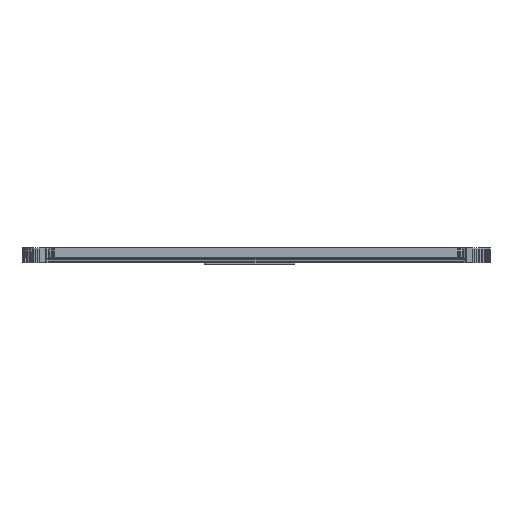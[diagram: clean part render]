
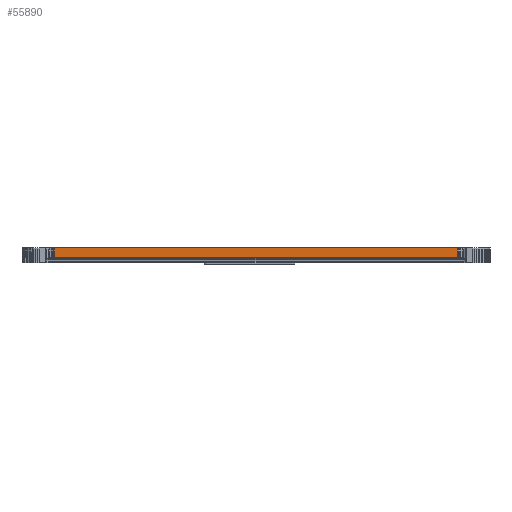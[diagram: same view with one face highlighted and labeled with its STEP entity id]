
A CAD part, front view. The second image highlights one B-rep face of the part: STEP entity #55890.
In plain terms, the highlighted planar face has unit normal (0, -1, 0).
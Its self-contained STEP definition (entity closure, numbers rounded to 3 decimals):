
#36773 = EDGE_CURVE('',#36774,#36776,#36778,.T.);
#36774 = VERTEX_POINT('',#36775);
#36775 = CARTESIAN_POINT('',(23.3,-18.477,
    1.855));
#36776 = VERTEX_POINT('',#36777);
#36777 = CARTESIAN_POINT('',(-23.3,-18.477,
    1.855));
#36778 = LINE('',#36779,#36780);
#36779 = CARTESIAN_POINT('',(23.3,-18.477,
    1.855));
#36780 = VECTOR('',#36781,1.);
#36781 = DIRECTION('',(-1.,0.,0.));
#55831 = VERTEX_POINT('',#55832);
#55832 = CARTESIAN_POINT('',(-23.3,-18.477,
    0.8));
#55838 = EDGE_CURVE('',#55831,#36776,#55839,.T.);
#55839 = LINE('',#55840,#55841);
#55840 = CARTESIAN_POINT('',(-23.3,-18.477,
    0.8));
#55841 = VECTOR('',#55842,1.);
#55842 = DIRECTION('',(0.,0.,1.));
#55890 = ADVANCED_FACE('',(#55891),#55909,.T.);
#55891 = FACE_BOUND('',#55892,.T.);
#55892 = EDGE_LOOP('',(#55893,#55894,#55895,#55903));
#55893 = ORIENTED_EDGE('',*,*,#36773,.T.);
#55894 = ORIENTED_EDGE('',*,*,#55838,.F.);
#55895 = ORIENTED_EDGE('',*,*,#55896,.T.);
#55896 = EDGE_CURVE('',#55831,#55897,#55899,.T.);
#55897 = VERTEX_POINT('',#55898);
#55898 = CARTESIAN_POINT('',(23.3,-18.477,
    0.8));
#55899 = LINE('',#55900,#55901);
#55900 = CARTESIAN_POINT('',(-23.3,-18.477,
    0.8));
#55901 = VECTOR('',#55902,1.);
#55902 = DIRECTION('',(1.,0.,0.));
#55903 = ORIENTED_EDGE('',*,*,#55904,.F.);
#55904 = EDGE_CURVE('',#36774,#55897,#55905,.T.);
#55905 = LINE('',#55906,#55907);
#55906 = CARTESIAN_POINT('',(23.3,-18.477,
    1.855));
#55907 = VECTOR('',#55908,1.);
#55908 = DIRECTION('',(0.,0.,-1.));
#55909 = PLANE('',#55910);
#55910 = AXIS2_PLACEMENT_3D('',#55911,#55912,#55913);
#55911 = CARTESIAN_POINT('',(0.,-18.477,1.327));
#55912 = DIRECTION('',(-0.,-1.,-0.));
#55913 = DIRECTION('',(0.,0.,-1.));
